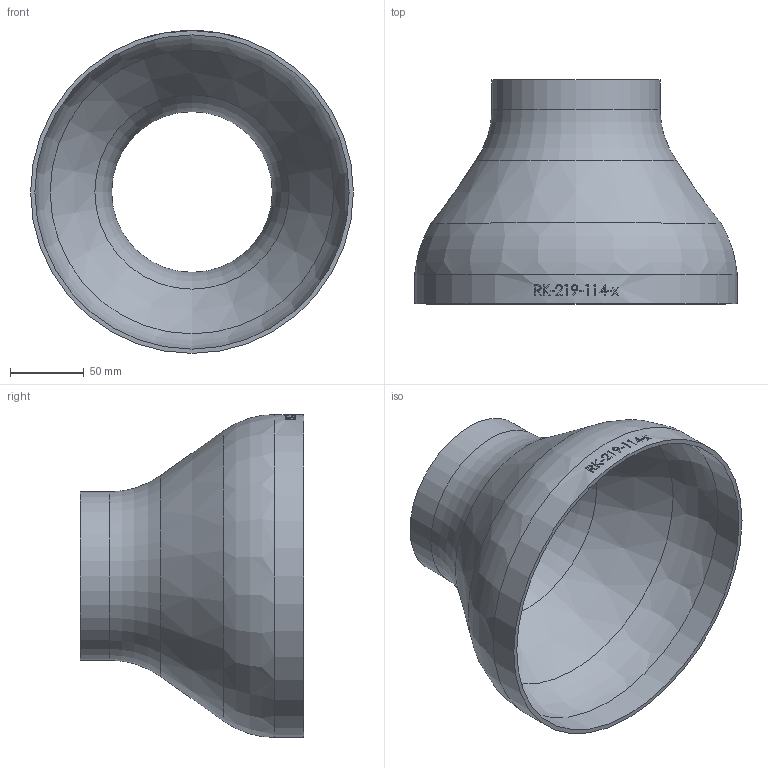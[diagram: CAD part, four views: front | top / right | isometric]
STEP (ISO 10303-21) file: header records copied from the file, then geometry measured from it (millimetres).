
FILE_DESCRIPTION (( 'STEP AP214' ), '1' );
FILE_NAME ('RK-219-114-x Reduzierung 219,1x114,3x2,9x2,6 BL152 1909.STEP', '2019-09-11T08:24:39', ( '' ), ( '' ), 'SwSTEP 2.0', 'SolidWorks 2016', '' );
FILE_SCHEMA (( 'AUTOMOTIVE_DESIGN' ));
Length unit declared in the file: millimetre
Products named in the file (1): RK-219-114-x Reduzierung 219,1x114,3x2,9x2,6 BL152 1909
Bounding box: 219.1 x 152 x 219.1 mm (x, y, z)
Volume: 237740.2 mm3; surface area: 173854.4 mm2
Topology: 1 solids, 1 shells, 133 faces, 340 edges, 224 vertices
Faces by surface type: plane 63, bspline 45, cylinder 19, torus 4, cone 2
Full cylindrical faces by diameter (mm): 109.1 x1, 114.3 x1, 213.3 x1, 219.1 x1
Entity records: 9695 total; most frequent: CARTESIAN_POINT 5520, ORIENTED_EDGE 660, DIRECTION 442, EDGE_CURVE 330, VERTEX_POINT 224, AXIS2_PLACEMENT_3D 175, EDGE_LOOP 160, B_SPLINE_CURVE_WITH_KNOTS 152
